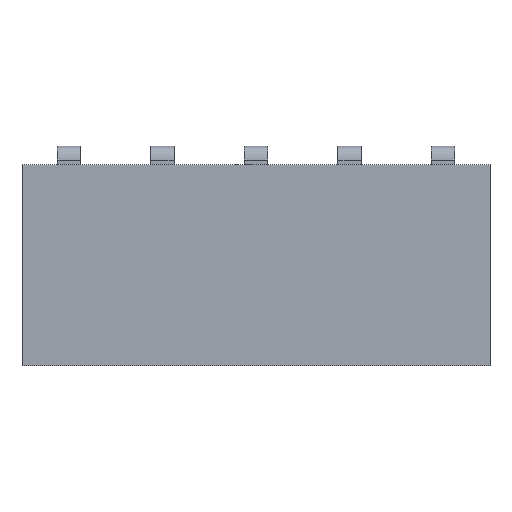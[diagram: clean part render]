
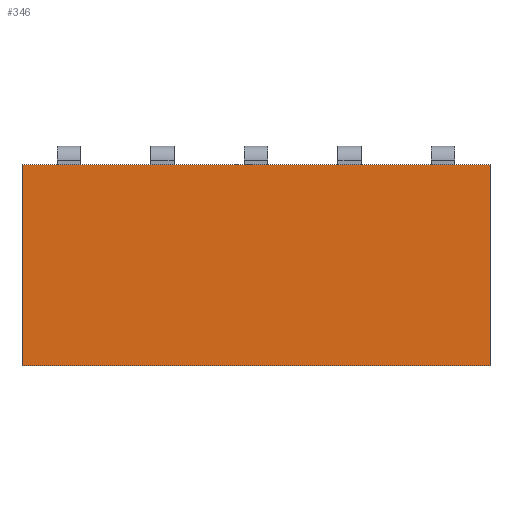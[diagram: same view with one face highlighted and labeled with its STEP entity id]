
A CAD part, top view. The second image highlights one B-rep face of the part: STEP entity #346.
In plain terms, the highlighted planar face has unit normal (0, 0, 1).
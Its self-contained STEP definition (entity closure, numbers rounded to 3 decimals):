
#346=ADVANCED_FACE('',(#3317),#3319,.T.);
#3317=FACE_BOUND('',#3318,.T.);
#3318=EDGE_LOOP('',(#5659,#5660,#5661,#5662));
#3319=PLANE('',#3320);
#3320=AXIS2_PLACEMENT_3D('',#3321,#3322,#3323);
#3321=CARTESIAN_POINT('',(-1.,-4.6,2.4));
#3322=DIRECTION('',(0.,0.,1.));
#3323=DIRECTION('',(1.,0.,0.));
#5659=ORIENTED_EDGE('',*,*,#7403,.T.);
#5660=ORIENTED_EDGE('',*,*,#7400,.T.);
#5661=ORIENTED_EDGE('',*,*,#7356,.F.);
#5662=ORIENTED_EDGE('',*,*,#7364,.F.);
#7356=EDGE_CURVE('',#8312,#8314,#8315,.T.);
#7364=EDGE_CURVE('',#8325,#8312,#8327,.T.);
#7400=EDGE_CURVE('',#8383,#8314,#8384,.T.);
#7403=EDGE_CURVE('',#8325,#8383,#8388,.T.);
#8312=VERTEX_POINT('',#9915);
#8314=VERTEX_POINT('',#9919);
#8315=LINE('',#9920,#9921);
#8325=VERTEX_POINT('',#9944);
#8327=LINE('',#9948,#9949);
#8383=VERTEX_POINT('',#10076);
#8384=LINE('',#10077,#10078);
#8388=LINE('',#10087,#10088);
#9915=CARTESIAN_POINT('',(-1.,-0.3,2.4));
#9919=CARTESIAN_POINT('',(9.,-0.3,2.4));
#9920=CARTESIAN_POINT('',(-1.,-0.3,2.4));
#9921=VECTOR('',#9922,1.);
#9922=DIRECTION('',(1.,0.,0.));
#9944=CARTESIAN_POINT('',(-1.,-4.6,2.4));
#9948=CARTESIAN_POINT('',(-1.,-4.6,2.4));
#9949=VECTOR('',#9950,1.);
#9950=DIRECTION('',(0.,1.,0.));
#10076=CARTESIAN_POINT('',(9.,-4.6,2.4));
#10077=CARTESIAN_POINT('',(9.,-4.6,2.4));
#10078=VECTOR('',#10079,1.);
#10079=DIRECTION('',(0.,1.,0.));
#10087=CARTESIAN_POINT('',(-1.,-4.6,2.4));
#10088=VECTOR('',#10089,1.);
#10089=DIRECTION('',(1.,0.,0.));
